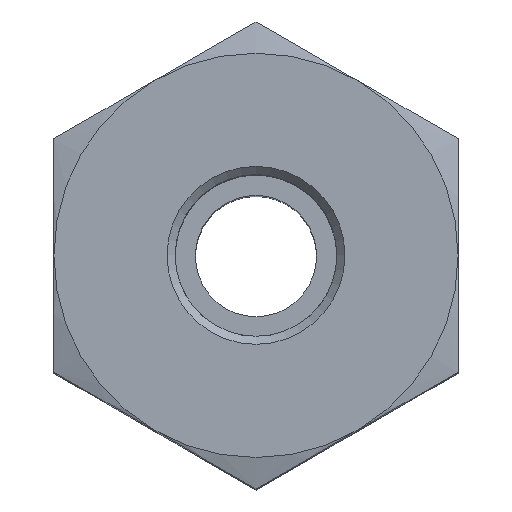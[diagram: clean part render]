
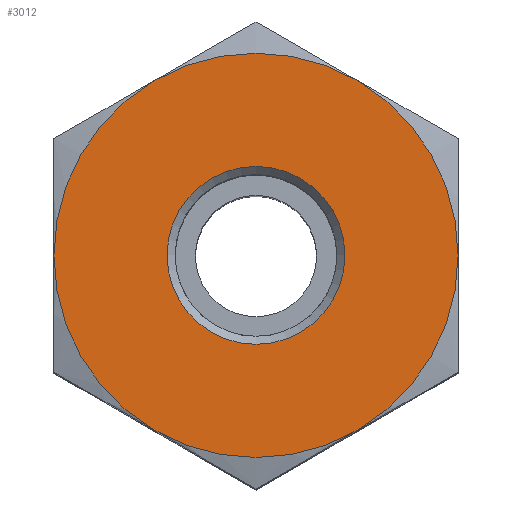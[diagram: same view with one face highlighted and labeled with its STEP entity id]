
A CAD part, top view. The second image highlights one B-rep face of the part: STEP entity #3012.
In plain terms, the highlighted planar face has unit normal (0, 0, 1).
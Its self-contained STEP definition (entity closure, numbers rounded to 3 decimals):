
#2916=CARTESIAN_POINT('',(2.2,0.,11.0));
#2917=VERTEX_POINT('',#2916);
#2918=CARTESIAN_POINT('',(0.0,0.0,11.0));
#2919=DIRECTION('',(0.0,0.0,1.0));
#2920=DIRECTION('',(-1.0,0.0,0.0));
#2921=AXIS2_PLACEMENT_3D('',#2918,#2919,#2920);
#2922=CIRCLE('',#2921,2.2);
#2923=EDGE_CURVE('',#2917,#2917,#2922,.T.);
#2948=CARTESIAN_POINT('',(0.,0.,11.0));
#2949=DIRECTION('',(0.0,0.0,1.0));
#2950=DIRECTION('',(1.0,0.0,0.0));
#2951=AXIS2_PLACEMENT_3D('',#2948,#2949,#2950);
#2952=PLANE('',#2951);
#2953=CARTESIAN_POINT('',(-2.5,-4.33,11.0));
#2954=VERTEX_POINT('',#2953);
#2955=CARTESIAN_POINT('',(2.5,-4.33,11.0));
#2956=VERTEX_POINT('',#2955);
#2957=CARTESIAN_POINT('',(0.0,0.0,11.0));
#2958=DIRECTION('',(0.0,0.0,1.0));
#2959=DIRECTION('',(-0.5,-0.866,0.0));
#2960=AXIS2_PLACEMENT_3D('',#2957,#2958,#2959);
#2961=CIRCLE('',#2960,5.0);
#2962=EDGE_CURVE('',#2954,#2956,#2961,.T.);
#2963=ORIENTED_EDGE('',*,*,#2962,.T.);
#2964=CARTESIAN_POINT('',(5.,0.,11.0));
#2965=VERTEX_POINT('',#2964);
#2966=CARTESIAN_POINT('',(0.0,0.0,11.0));
#2967=DIRECTION('',(0.0,0.0,1.0));
#2968=DIRECTION('',(-0.5,-0.866,0.0));
#2969=AXIS2_PLACEMENT_3D('',#2966,#2967,#2968);
#2970=CIRCLE('',#2969,5.0);
#2971=EDGE_CURVE('',#2956,#2965,#2970,.T.);
#2972=ORIENTED_EDGE('',*,*,#2971,.T.);
#2973=CARTESIAN_POINT('',(2.5,4.33,11.0));
#2974=VERTEX_POINT('',#2973);
#2975=CARTESIAN_POINT('',(0.0,0.0,11.0));
#2976=DIRECTION('',(0.0,0.0,1.0));
#2977=DIRECTION('',(-0.5,-0.866,0.0));
#2978=AXIS2_PLACEMENT_3D('',#2975,#2976,#2977);
#2979=CIRCLE('',#2978,5.0);
#2980=EDGE_CURVE('',#2965,#2974,#2979,.T.);
#2981=ORIENTED_EDGE('',*,*,#2980,.T.);
#2982=CARTESIAN_POINT('',(-2.5,4.33,11.0));
#2983=VERTEX_POINT('',#2982);
#2984=CARTESIAN_POINT('',(0.0,0.0,11.0));
#2985=DIRECTION('',(0.0,0.0,1.0));
#2986=DIRECTION('',(-0.5,-0.866,0.0));
#2987=AXIS2_PLACEMENT_3D('',#2984,#2985,#2986);
#2988=CIRCLE('',#2987,5.0);
#2989=EDGE_CURVE('',#2974,#2983,#2988,.T.);
#2990=ORIENTED_EDGE('',*,*,#2989,.T.);
#2991=CARTESIAN_POINT('',(-5.0,0.0,11.0));
#2992=VERTEX_POINT('',#2991);
#2993=CARTESIAN_POINT('',(0.0,0.0,11.0));
#2994=DIRECTION('',(0.0,0.0,1.0));
#2995=DIRECTION('',(-0.5,-0.866,0.0));
#2996=AXIS2_PLACEMENT_3D('',#2993,#2994,#2995);
#2997=CIRCLE('',#2996,5.0);
#2998=EDGE_CURVE('',#2983,#2992,#2997,.T.);
#2999=ORIENTED_EDGE('',*,*,#2998,.T.);
#3000=CARTESIAN_POINT('',(0.0,0.0,11.0));
#3001=DIRECTION('',(0.0,0.0,1.0));
#3002=DIRECTION('',(-0.5,-0.866,0.0));
#3003=AXIS2_PLACEMENT_3D('',#3000,#3001,#3002);
#3004=CIRCLE('',#3003,5.0);
#3005=EDGE_CURVE('',#2992,#2954,#3004,.T.);
#3006=ORIENTED_EDGE('',*,*,#3005,.T.);
#3007=EDGE_LOOP('',(#2963,#2972,#2981,#2990,#2999,#3006));
#3008=FACE_OUTER_BOUND('',#3007,.T.);
#3009=ORIENTED_EDGE('',*,*,#2923,.F.);
#3010=EDGE_LOOP('',(#3009));
#3011=FACE_BOUND('',#3010,.T.);
#3012=ADVANCED_FACE('',(#3008,#3011),#2952,.T.);
